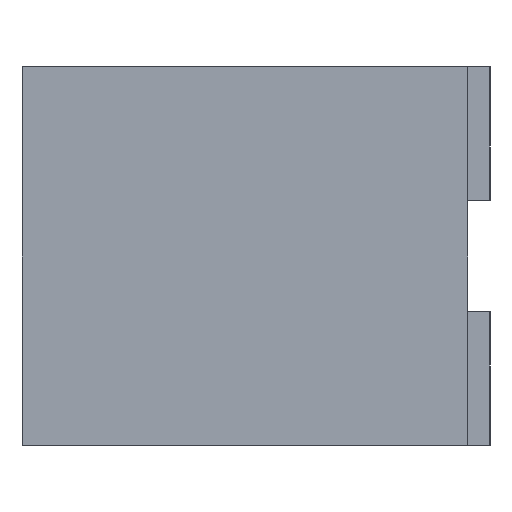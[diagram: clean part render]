
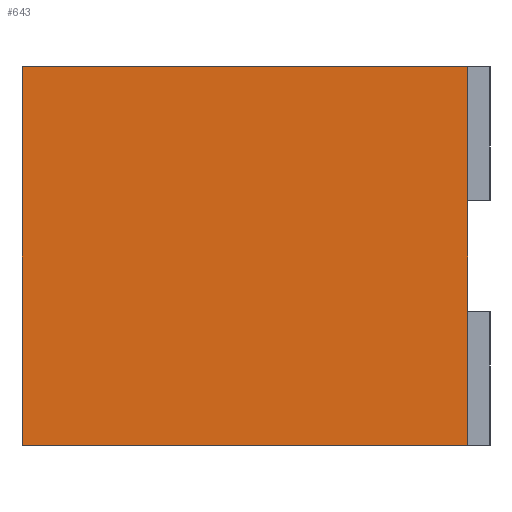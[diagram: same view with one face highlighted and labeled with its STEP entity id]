
A CAD part, left-side view. The second image highlights one B-rep face of the part: STEP entity #643.
In plain terms, the highlighted planar face has unit normal (-1, 0, 0).
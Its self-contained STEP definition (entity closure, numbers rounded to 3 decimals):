
#33 = LINE ( 'NONE', #355, #242 ) ;
#61 = EDGE_CURVE ( 'NONE', #379, #912, #421, .T. ) ;
#242 = VECTOR ( 'NONE', #1129, 1000. ) ;
#266 = EDGE_LOOP ( 'NONE', ( #354, #1067, #545, #700 ) ) ;
#299 = CARTESIAN_POINT ( 'NONE',  ( -1.65, 2.1, -0.85 ) ) ;
#330 = DIRECTION ( 'NONE',  ( 0., 0., 1. ) ) ;
#337 = DIRECTION ( 'NONE',  ( 0., -1., 0. ) ) ;
#354 = ORIENTED_EDGE ( 'NONE', *, *, #1003, .T. ) ;
#355 = CARTESIAN_POINT ( 'NONE',  ( -1.65, 0.1, 0.85 ) ) ;
#379 = VERTEX_POINT ( 'NONE', #299 ) ;
#414 = VERTEX_POINT ( 'NONE', #779 ) ;
#421 = LINE ( 'NONE', #824, #704 ) ;
#450 = VECTOR ( 'NONE', #1293, 1000. ) ;
#458 = CARTESIAN_POINT ( 'NONE',  ( -1.65, 2.1, 0.85 ) ) ;
#545 = ORIENTED_EDGE ( 'NONE', *, *, #61, .F. ) ;
#574 = EDGE_CURVE ( 'NONE', #912, #414, #768, .T. ) ;
#638 = DIRECTION ( 'NONE',  ( 1., 0., 0. ) ) ;
#643 = ADVANCED_FACE ( 'NONE', ( #1202 ), #702, .F. ) ;
#669 = VERTEX_POINT ( 'NONE', #1239 ) ;
#700 = ORIENTED_EDGE ( 'NONE', *, *, #1012, .T. ) ;
#702 = PLANE ( 'NONE',  #955 ) ;
#704 = VECTOR ( 'NONE', #330, 1000. ) ;
#768 = LINE ( 'NONE', #1194, #450 ) ;
#779 = CARTESIAN_POINT ( 'NONE',  ( -1.65, 0.1, 0.85 ) ) ;
#787 = VECTOR ( 'NONE', #337, 1000. ) ;
#824 = CARTESIAN_POINT ( 'NONE',  ( -1.65, 2.1, 0.85 ) ) ;
#855 = CARTESIAN_POINT ( 'NONE',  ( -1.65, 2.1, 0.85 ) ) ;
#912 = VERTEX_POINT ( 'NONE', #458 ) ;
#955 = AXIS2_PLACEMENT_3D ( 'NONE', #855, #638, #1152 ) ;
#1003 = EDGE_CURVE ( 'NONE', #669, #414, #33, .T. ) ;
#1012 = EDGE_CURVE ( 'NONE', #379, #669, #1242, .T. ) ;
#1036 = CARTESIAN_POINT ( 'NONE',  ( -1.65, 2.1, -0.85 ) ) ;
#1067 = ORIENTED_EDGE ( 'NONE', *, *, #574, .F. ) ;
#1129 = DIRECTION ( 'NONE',  ( 0., 0., 1. ) ) ;
#1152 = DIRECTION ( 'NONE',  ( 0., 0., -1. ) ) ;
#1194 = CARTESIAN_POINT ( 'NONE',  ( -1.65, 2.1, 0.85 ) ) ;
#1202 = FACE_OUTER_BOUND ( 'NONE', #266, .T. ) ;
#1239 = CARTESIAN_POINT ( 'NONE',  ( -1.65, 0.1, -0.85 ) ) ;
#1242 = LINE ( 'NONE', #1036, #787 ) ;
#1293 = DIRECTION ( 'NONE',  ( 0., -1., 0. ) ) ;
